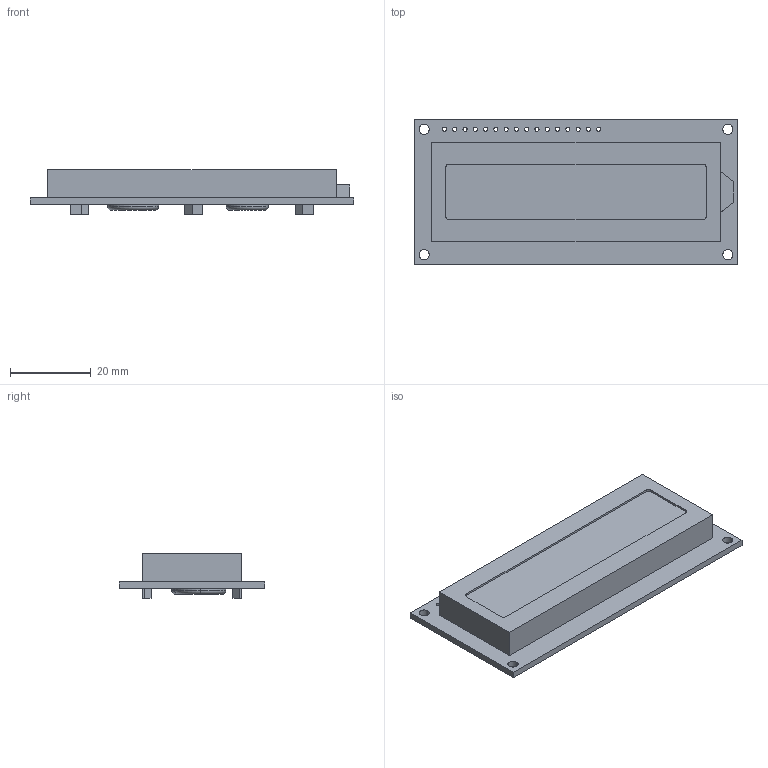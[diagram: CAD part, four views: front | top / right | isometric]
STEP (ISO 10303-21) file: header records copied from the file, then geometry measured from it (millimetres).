
FILE_DESCRIPTION (( 'STEP AP203' ), '1' );
FILE_NAME ('LCM1602X.STEP', '2020-09-11T07:28:38', ( '' ), ( '' ), 'SwSTEP 2.0', 'SolidWorks 2016', '' );
FILE_SCHEMA (( 'CONFIG_CONTROL_DESIGN' ));
Length unit declared in the file: millimetre
Products named in the file (1): LCM1602X
Bounding box: 80 x 36 x 11.1 mm (x, y, z)
Volume: 16740.4 mm3; surface area: 7860.7 mm2
Topology: 1 solids, 1 shells, 116 faces, 308 edges, 204 vertices
Faces by surface type: plane 64, cylinder 48, torus 4
Entity records: 3781 total; most frequent: DIRECTION 646, CARTESIAN_POINT 629, ORIENTED_EDGE 616, EDGE_CURVE 308, AXIS2_PLACEMENT_3D 221, VERTEX_POINT 204, LINE 204, VECTOR 204
